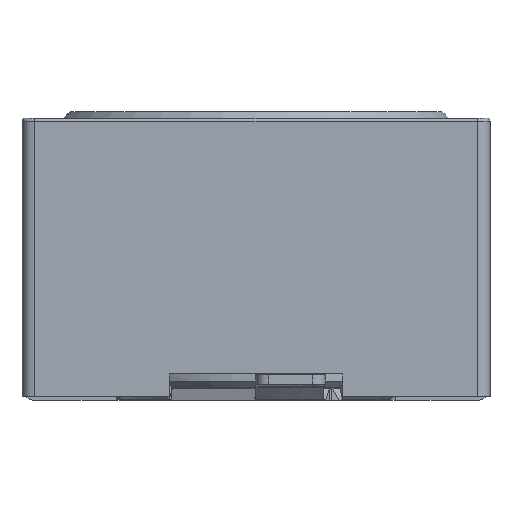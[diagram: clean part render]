
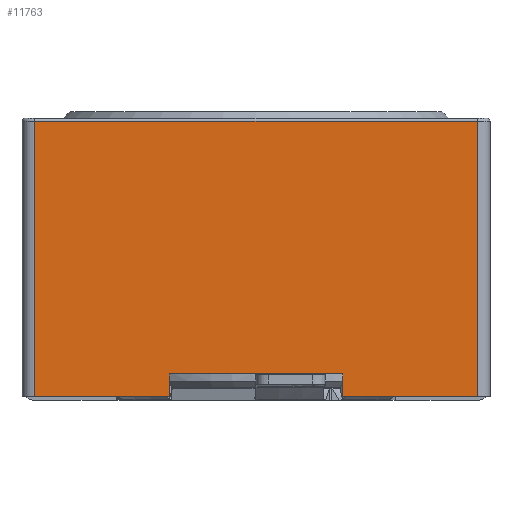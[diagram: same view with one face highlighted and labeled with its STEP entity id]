
A CAD part, front view. The second image highlights one B-rep face of the part: STEP entity #11763.
In plain terms, the highlighted planar face has unit normal (0, -1, 0).
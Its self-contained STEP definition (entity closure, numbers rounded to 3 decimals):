
#42 = ORIENTED_EDGE ( 'NONE', *, *, #5740, .F. ) ;
#77 = LINE ( 'NONE', #6740, #11538 ) ;
#454 = EDGE_CURVE ( 'NONE', #6002, #11939, #3883, .T. ) ;
#483 = VECTOR ( 'NONE', #7219, 1000. ) ;
#868 = CARTESIAN_POINT ( 'NONE',  ( -3.45, -3.65, 4.4 ) ) ;
#950 = DIRECTION ( 'NONE',  ( 0., 0., -1. ) ) ;
#1669 = EDGE_CURVE ( 'NONE', #1713, #14049, #13666, .T. ) ;
#1713 = VERTEX_POINT ( 'NONE', #16681 ) ;
#1787 = CARTESIAN_POINT ( 'NONE',  ( -1.35, -3.65, 0.41 ) ) ;
#1883 = VECTOR ( 'NONE', #16800, 1000. ) ;
#2103 = LINE ( 'NONE', #3401, #1883 ) ;
#3017 = CARTESIAN_POINT ( 'NONE',  ( 0., -3.65, 0.06 ) ) ;
#3401 = CARTESIAN_POINT ( 'NONE',  ( 1.35, -3.65, 0.06 ) ) ;
#3569 = CARTESIAN_POINT ( 'NONE',  ( 0., -3.65, 0.06 ) ) ;
#3628 = VERTEX_POINT ( 'NONE', #5248 ) ;
#3883 = LINE ( 'NONE', #16008, #6885 ) ;
#4430 = VECTOR ( 'NONE', #15050, 1000. ) ;
#4600 = VECTOR ( 'NONE', #950, 1000. ) ;
#4768 = FACE_OUTER_BOUND ( 'NONE', #6080, .T. ) ;
#5248 = CARTESIAN_POINT ( 'NONE',  ( 1.35, -3.65, 0.06 ) ) ;
#5488 = ORIENTED_EDGE ( 'NONE', *, *, #9227, .F. ) ;
#5597 = EDGE_CURVE ( 'NONE', #16729, #11206, #16382, .T. ) ;
#5735 = LINE ( 'NONE', #3569, #8812 ) ;
#5740 = EDGE_CURVE ( 'NONE', #10048, #3628, #5735, .T. ) ;
#5818 = CARTESIAN_POINT ( 'NONE',  ( -3.45, -3.65, 0.41 ) ) ;
#6002 = VERTEX_POINT ( 'NONE', #8702 ) ;
#6080 = EDGE_LOOP ( 'NONE', ( #13045, #6284, #13258, #16083, #15204, #16866, #5488, #42 ) ) ;
#6284 = ORIENTED_EDGE ( 'NONE', *, *, #454, .T. ) ;
#6340 = DIRECTION ( 'NONE',  ( -1., 0., 0. ) ) ;
#6466 = CARTESIAN_POINT ( 'NONE',  ( -3.45, -3.65, 0.06 ) ) ;
#6740 = CARTESIAN_POINT ( 'NONE',  ( 3.45, -3.65, 4.4 ) ) ;
#6885 = VECTOR ( 'NONE', #7998, 1000. ) ;
#6984 = EDGE_CURVE ( 'NONE', #11939, #14049, #7622, .T. ) ;
#7219 = DIRECTION ( 'NONE',  ( 1., 0., 0. ) ) ;
#7323 = DIRECTION ( 'NONE',  ( 0., 0., 1. ) ) ;
#7622 = LINE ( 'NONE', #868, #4600 ) ;
#7998 = DIRECTION ( 'NONE',  ( -1., 0., 0. ) ) ;
#8702 = CARTESIAN_POINT ( 'NONE',  ( 3.45, -3.65, 4.35 ) ) ;
#8812 = VECTOR ( 'NONE', #6340, 1000. ) ;
#8829 = PLANE ( 'NONE',  #12181 ) ;
#9227 = EDGE_CURVE ( 'NONE', #3628, #11206, #2103, .T. ) ;
#9498 = CARTESIAN_POINT ( 'NONE',  ( -3.45, -3.65, 4.35 ) ) ;
#9961 = DIRECTION ( 'NONE',  ( 0., 1., 0. ) ) ;
#10048 = VERTEX_POINT ( 'NONE', #15533 ) ;
#10360 = CARTESIAN_POINT ( 'NONE',  ( 1.35, -3.65, 0.41 ) ) ;
#11206 = VERTEX_POINT ( 'NONE', #10360 ) ;
#11442 = CARTESIAN_POINT ( 'NONE',  ( -3.45, -3.65, 4.4 ) ) ;
#11538 = VECTOR ( 'NONE', #14715, 1000. ) ;
#11556 = VECTOR ( 'NONE', #15888, 1000. ) ;
#11733 = CARTESIAN_POINT ( 'NONE',  ( -1.35, -3.65, 0.06 ) ) ;
#11763 = ADVANCED_FACE ( 'NONE', ( #4768 ), #8829, .F. ) ;
#11939 = VERTEX_POINT ( 'NONE', #9498 ) ;
#12181 = AXIS2_PLACEMENT_3D ( 'NONE', #11442, #9961, #7323 ) ;
#13045 = ORIENTED_EDGE ( 'NONE', *, *, #16543, .F. ) ;
#13142 = LINE ( 'NONE', #11733, #11556 ) ;
#13258 = ORIENTED_EDGE ( 'NONE', *, *, #6984, .T. ) ;
#13666 = LINE ( 'NONE', #3017, #4430 ) ;
#14049 = VERTEX_POINT ( 'NONE', #6466 ) ;
#14586 = EDGE_CURVE ( 'NONE', #1713, #16729, #13142, .T. ) ;
#14715 = DIRECTION ( 'NONE',  ( 0., 0., -1. ) ) ;
#15050 = DIRECTION ( 'NONE',  ( -1., 0., 0. ) ) ;
#15204 = ORIENTED_EDGE ( 'NONE', *, *, #14586, .T. ) ;
#15533 = CARTESIAN_POINT ( 'NONE',  ( 3.45, -3.65, 0.06 ) ) ;
#15888 = DIRECTION ( 'NONE',  ( 0., 0., 1. ) ) ;
#16008 = CARTESIAN_POINT ( 'NONE',  ( -3.45, -3.65, 4.35 ) ) ;
#16083 = ORIENTED_EDGE ( 'NONE', *, *, #1669, .F. ) ;
#16382 = LINE ( 'NONE', #5818, #483 ) ;
#16543 = EDGE_CURVE ( 'NONE', #6002, #10048, #77, .T. ) ;
#16681 = CARTESIAN_POINT ( 'NONE',  ( -1.35, -3.65, 0.06 ) ) ;
#16729 = VERTEX_POINT ( 'NONE', #1787 ) ;
#16800 = DIRECTION ( 'NONE',  ( 0., 0., 1. ) ) ;
#16866 = ORIENTED_EDGE ( 'NONE', *, *, #5597, .T. ) ;
